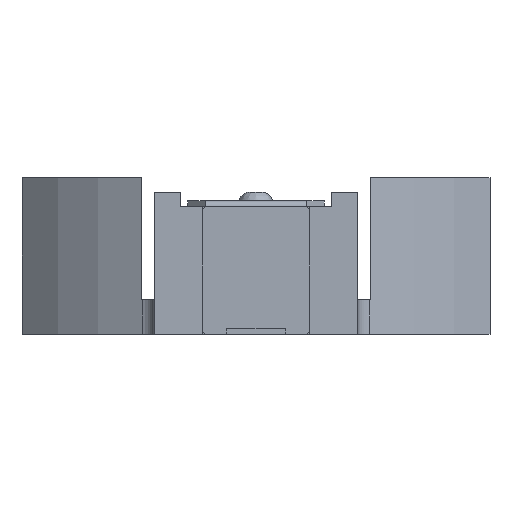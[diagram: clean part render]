
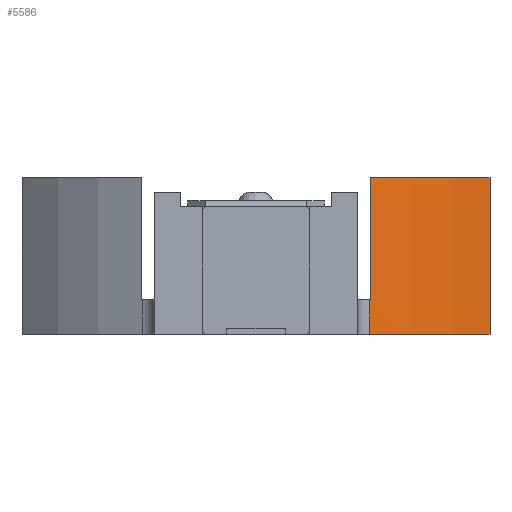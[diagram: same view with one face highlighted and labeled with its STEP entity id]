
A CAD part, left-side view. The second image highlights one B-rep face of the part: STEP entity #5586.
In plain terms, the highlighted cylindrical face has radius 11 mm (diameter 22 mm), a partial arc.
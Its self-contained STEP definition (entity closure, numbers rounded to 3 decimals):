
#194 = VERTEX_POINT('',#195);
#195 = CARTESIAN_POINT('',(-7.497,-8.1,
    5.3));
#201 = EDGE_CURVE('',#194,#202,#204,.T.);
#202 = VERTEX_POINT('',#203);
#203 = CARTESIAN_POINT('',(-7.497,-8.1,
    -0.1));
#204 = LINE('',#205,#206);
#205 = CARTESIAN_POINT('',(-7.497,-8.1,
    5.3));
#206 = VECTOR('',#207,1.);
#207 = DIRECTION('',(0.,0.,-1.));
#3129 = EDGE_CURVE('',#3130,#202,#3132,.T.);
#3130 = VERTEX_POINT('',#3131);
#3131 = CARTESIAN_POINT('',(-10.278,-3.968,
    -0.1));
#3132 = CIRCLE('',#3133,11.);
#3133 = AXIS2_PLACEMENT_3D('',#3134,#3135,#3136);
#3134 = CARTESIAN_POINT('',(0.,-0.05,
    -0.1));
#3135 = DIRECTION('',(0.,0.,1.));
#3136 = DIRECTION('',(0.,1.,0.));
#4536 = VERTEX_POINT('',#4537);
#4537 = CARTESIAN_POINT('',(-10.278,-3.968,
    1.1));
#4544 = EDGE_CURVE('',#4536,#4545,#4547,.T.);
#4545 = VERTEX_POINT('',#4546);
#4546 = CARTESIAN_POINT('',(-10.276,-3.975,
    1.1));
#4547 = CIRCLE('',#4548,11.);
#4548 = AXIS2_PLACEMENT_3D('',#4549,#4550,#4551);
#4549 = CARTESIAN_POINT('',(0.,-0.05,
    1.1));
#4550 = DIRECTION('',(0.,0.,1.));
#4551 = DIRECTION('',(0.,1.,0.));
#4840 = EDGE_CURVE('',#4841,#4545,#4843,.T.);
#4841 = VERTEX_POINT('',#4842);
#4842 = CARTESIAN_POINT('',(-10.276,-3.975,
    5.3));
#4843 = LINE('',#4844,#4845);
#4844 = CARTESIAN_POINT('',(-10.276,-3.975,
    5.3));
#4845 = VECTOR('',#4846,1.);
#4846 = DIRECTION('',(0.,0.,-1.));
#4990 = EDGE_CURVE('',#4536,#3130,#4991,.T.);
#4991 = LINE('',#4992,#4993);
#4992 = CARTESIAN_POINT('',(-10.278,-3.968,
    5.3));
#4993 = VECTOR('',#4994,1.);
#4994 = DIRECTION('',(0.,0.,-1.));
#5128 = EDGE_CURVE('',#4841,#194,#5129,.T.);
#5129 = CIRCLE('',#5130,11.);
#5130 = AXIS2_PLACEMENT_3D('',#5131,#5132,#5133);
#5131 = CARTESIAN_POINT('',(0.,-0.05,
    5.3));
#5132 = DIRECTION('',(0.,0.,1.));
#5133 = DIRECTION('',(0.,1.,0.));
#5586 = ADVANCED_FACE('',(#5587),#5595,.T.);
#5587 = FACE_BOUND('',#5588,.T.);
#5588 = EDGE_LOOP('',(#5589,#5590,#5591,#5592,#5593,#5594));
#5589 = ORIENTED_EDGE('',*,*,#4840,.T.);
#5590 = ORIENTED_EDGE('',*,*,#4544,.F.);
#5591 = ORIENTED_EDGE('',*,*,#4990,.T.);
#5592 = ORIENTED_EDGE('',*,*,#3129,.T.);
#5593 = ORIENTED_EDGE('',*,*,#201,.F.);
#5594 = ORIENTED_EDGE('',*,*,#5128,.F.);
#5595 = CYLINDRICAL_SURFACE('',#5596,11.);
#5596 = AXIS2_PLACEMENT_3D('',#5597,#5598,#5599);
#5597 = CARTESIAN_POINT('',(0.,-0.05,
    5.3));
#5598 = DIRECTION('',(0.,0.,1.));
#5599 = DIRECTION('',(0.,-1.,0.));
